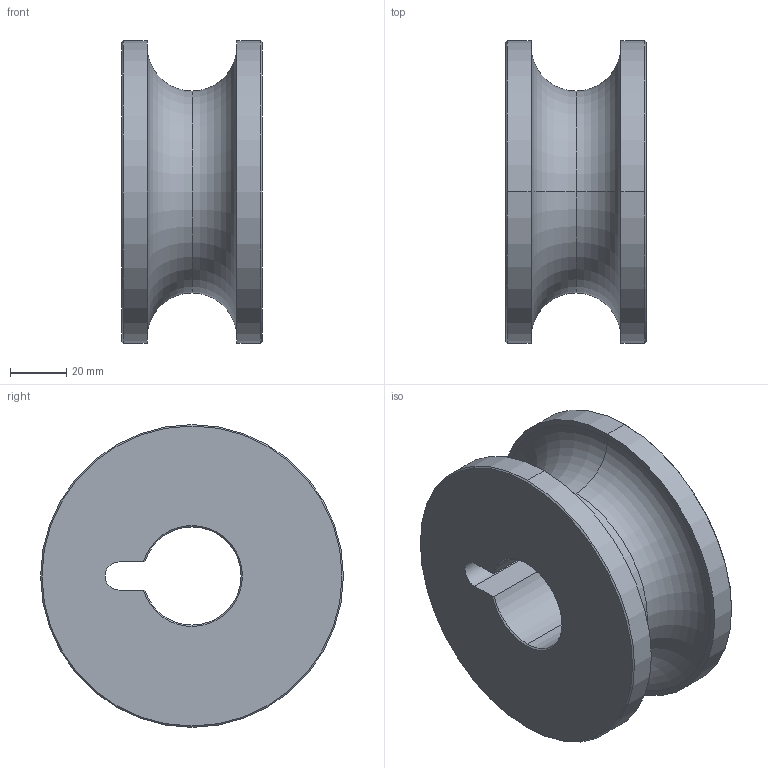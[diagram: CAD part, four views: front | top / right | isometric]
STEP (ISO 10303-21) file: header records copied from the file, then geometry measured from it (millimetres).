
FILE_DESCRIPTION (( 'STEP AP214' ), '1' );
FILE_NAME ('Poulie menante.STEP', '2023-05-11T15:10:31', ( '' ), ( '' ), 'SwSTEP 2.0', 'SolidWorks 2022', '' );
FILE_SCHEMA (( 'AUTOMOTIVE_DESIGN' ));
Length unit declared in the file: millimetre
Products named in the file (1): Poulie menante
Bounding box: 50 x 108 x 108 mm (x, y, z)
Volume: 267955.3 mm3; surface area: 43230.8 mm2
Topology: 1 solids, 1 shells, 28 faces, 62 edges, 38 vertices
Faces by surface type: cone 10, cylinder 8, plane 6, torus 4
Entity records: 824 total; most frequent: DIRECTION 152, CARTESIAN_POINT 141, ORIENTED_EDGE 124, AXIS2_PLACEMENT_3D 65, EDGE_CURVE 62, VERTEX_POINT 38, CIRCLE 36, EDGE_LOOP 32
